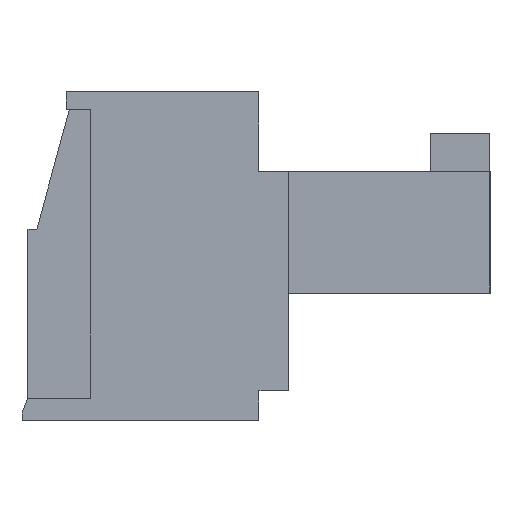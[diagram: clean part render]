
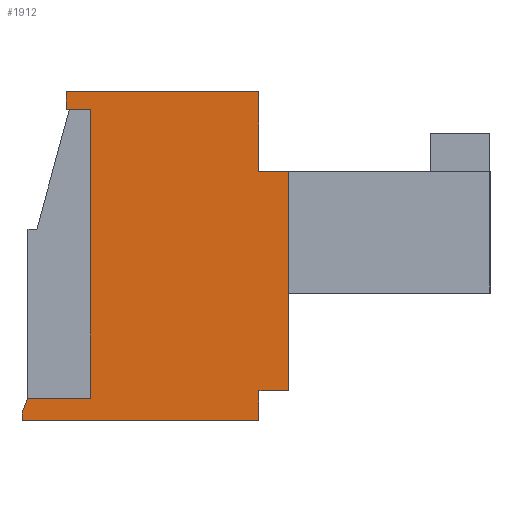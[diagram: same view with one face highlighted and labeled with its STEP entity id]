
A CAD part, left-side view. The second image highlights one B-rep face of the part: STEP entity #1912.
In plain terms, the highlighted planar face has unit normal (-1, 0, 0).
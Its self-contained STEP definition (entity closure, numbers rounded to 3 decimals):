
#1912 = ADVANCED_FACE( '', ( #3836 ), #3837, .T. );
#3836 = FACE_OUTER_BOUND( '', #5741, .T. );
#3837 = PLANE( '', #5742 );
#5741 = EDGE_LOOP( '', ( #10744, #10745, #10746, #10747, #10748, #10749, #10750, #10751, #10752, #10753, #10754, #10755, #10756 ) );
#5742 = AXIS2_PLACEMENT_3D( '', #10757, #10758, #10759 );
#10744 = ORIENTED_EDGE( '', *, *, #13080, .T. );
#10745 = ORIENTED_EDGE( '', *, *, #13157, .T. );
#10746 = ORIENTED_EDGE( '', *, *, #12791, .T. );
#10747 = ORIENTED_EDGE( '', *, *, #13322, .T. );
#10748 = ORIENTED_EDGE( '', *, *, #12770, .T. );
#10749 = ORIENTED_EDGE( '', *, *, #12575, .F. );
#10750 = ORIENTED_EDGE( '', *, *, #13268, .T. );
#10751 = ORIENTED_EDGE( '', *, *, #11386, .T. );
#10752 = ORIENTED_EDGE( '', *, *, #12769, .T. );
#10753 = ORIENTED_EDGE( '', *, *, #12475, .T. );
#10754 = ORIENTED_EDGE( '', *, *, #11991, .T. );
#10755 = ORIENTED_EDGE( '', *, *, #12827, .T. );
#10756 = ORIENTED_EDGE( '', *, *, #13109, .T. );
#10757 = CARTESIAN_POINT( '', ( -12.25, 0., 0. ) );
#10758 = DIRECTION( '', ( -1., 0., 0. ) );
#10759 = DIRECTION( '', ( 0., 0., 1. ) );
#11386 = EDGE_CURVE( '', #13561, #13559, #13562, .T. );
#11991 = EDGE_CURVE( '', #14596, #14594, #14597, .T. );
#12475 = EDGE_CURVE( '', #15354, #14596, #15355, .T. );
#12575 = EDGE_CURVE( '', #15503, #15501, #15505, .T. );
#12769 = EDGE_CURVE( '', #13559, #15354, #15781, .T. );
#12770 = EDGE_CURVE( '', #15782, #15501, #15783, .T. );
#12791 = EDGE_CURVE( '', #15808, #15809, #15810, .T. );
#12827 = EDGE_CURVE( '', #14594, #15857, #15858, .T. );
#13080 = EDGE_CURVE( '', #16177, #16175, #16178, .T. );
#13109 = EDGE_CURVE( '', #15857, #16177, #16216, .T. );
#13157 = EDGE_CURVE( '', #16175, #15808, #16267, .F. );
#13268 = EDGE_CURVE( '', #15503, #13561, #16387, .T. );
#13322 = EDGE_CURVE( '', #15809, #15782, #16444, .T. );
#13559 = VERTEX_POINT( '', #16752 );
#13561 = VERTEX_POINT( '', #16755 );
#13562 = LINE( '', #16756, #16757 );
#14594 = VERTEX_POINT( '', #18225 );
#14596 = VERTEX_POINT( '', #18228 );
#14597 = LINE( '', #18229, #18230 );
#15354 = VERTEX_POINT( '', #19351 );
#15355 = LINE( '', #19352, #19353 );
#15501 = VERTEX_POINT( '', #19569 );
#15503 = VERTEX_POINT( '', #19572 );
#15505 = LINE( '', #19575, #19576 );
#15781 = LINE( '', #19982, #19983 );
#15782 = VERTEX_POINT( '', #19984 );
#15783 = LINE( '', #19985, #19986 );
#15808 = VERTEX_POINT( '', #20024 );
#15809 = VERTEX_POINT( '', #20025 );
#15810 = LINE( '', #20026, #20027 );
#15857 = VERTEX_POINT( '', #20098 );
#15858 = LINE( '', #20099, #20100 );
#16175 = VERTEX_POINT( '', #20581 );
#16177 = VERTEX_POINT( '', #20584 );
#16178 = LINE( '', #20585, #20586 );
#16216 = LINE( '', #20682, #20683 );
#16267 = LINE( '', #20753, #20754 );
#16387 = LINE( '', #20924, #20925 );
#16444 = LINE( '', #21002, #21003 );
#16752 = CARTESIAN_POINT( '', ( -12.25, -4., 2.775 ) );
#16755 = CARTESIAN_POINT( '', ( -12.25, -5., 2.775 ) );
#16756 = CARTESIAN_POINT( '', ( -12.25, -5., 2.775 ) );
#16757 = VECTOR( '', #21177, 1000. );
#18225 = CARTESIAN_POINT( '', ( -12.25, 2.5, 4.875 ) );
#18228 = CARTESIAN_POINT( '', ( -12.25, 2.5, 5.475 ) );
#18229 = CARTESIAN_POINT( '', ( -12.25, 2.5, 5.475 ) );
#18230 = VECTOR( '', #21756, 1000. );
#19351 = CARTESIAN_POINT( '', ( -12.25, -4., 5.475 ) );
#19352 = CARTESIAN_POINT( '', ( -12.25, -4., 5.475 ) );
#19353 = VECTOR( '', #22202, 1000. );
#19569 = CARTESIAN_POINT( '', ( -12.25, -4., -4.625 ) );
#19572 = CARTESIAN_POINT( '', ( -12.25, -5., -4.625 ) );
#19575 = CARTESIAN_POINT( '', ( -12.25, -5., -4.625 ) );
#19576 = VECTOR( '', #22317, 1000. );
#19982 = CARTESIAN_POINT( '', ( -12.25, -4., -5.625 ) );
#19983 = VECTOR( '', #22481, 1000. );
#19984 = CARTESIAN_POINT( '', ( -12.25, -4., -5.625 ) );
#19985 = CARTESIAN_POINT( '', ( -12.25, -4., -5.625 ) );
#19986 = VECTOR( '', #22482, 1000. );
#20024 = CARTESIAN_POINT( '', ( -12.25, 4., -5.375 ) );
#20025 = CARTESIAN_POINT( '', ( -12.25, 4., -5.625 ) );
#20026 = CARTESIAN_POINT( '', ( -12.25, 4., -4.875 ) );
#20027 = VECTOR( '', #22502, 1000. );
#20098 = CARTESIAN_POINT( '', ( -12.25, 1.7, 4.875 ) );
#20099 = CARTESIAN_POINT( '', ( -12.25, 2.5, 4.875 ) );
#20100 = VECTOR( '', #22527, 1000. );
#20581 = CARTESIAN_POINT( '', ( -12.25, 3.805, -4.875 ) );
#20584 = CARTESIAN_POINT( '', ( -12.25, 1.7, -4.875 ) );
#20585 = CARTESIAN_POINT( '', ( -12.25, 1.7, -4.875 ) );
#20586 = VECTOR( '', #22723, 1000. );
#20682 = CARTESIAN_POINT( '', ( -12.25, 1.7, 4.875 ) );
#20683 = VECTOR( '', #22746, 1000. );
#20753 = CARTESIAN_POINT( '', ( -12.25, 1.652, 0.644 ) );
#20754 = VECTOR( '', #22772, 1000. );
#20924 = CARTESIAN_POINT( '', ( -12.25, -5., -4.625 ) );
#20925 = VECTOR( '', #22835, 1000. );
#21002 = CARTESIAN_POINT( '', ( -12.25, 4., -5.625 ) );
#21003 = VECTOR( '', #22859, 1000. );
#21177 = DIRECTION( '', ( 0., 1., 0. ) );
#21756 = DIRECTION( '', ( 0., 0., -1. ) );
#22202 = DIRECTION( '', ( 0., 1., 0. ) );
#22317 = DIRECTION( '', ( 0., 1., 0. ) );
#22481 = DIRECTION( '', ( 0., 0., 1. ) );
#22482 = DIRECTION( '', ( 0., 0., 1. ) );
#22502 = DIRECTION( '', ( 0., 0., -1. ) );
#22527 = DIRECTION( '', ( 0., -1., 0. ) );
#22723 = DIRECTION( '', ( 0., 1., 0. ) );
#22746 = DIRECTION( '', ( 0., 0., -1. ) );
#22772 = DIRECTION( '', ( 0., -0.363, 0.932 ) );
#22835 = DIRECTION( '', ( 0., 0., 1. ) );
#22859 = DIRECTION( '', ( 0., -1., 0. ) );
